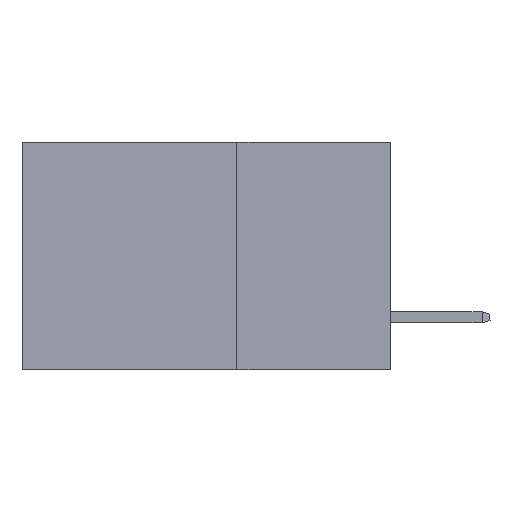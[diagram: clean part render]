
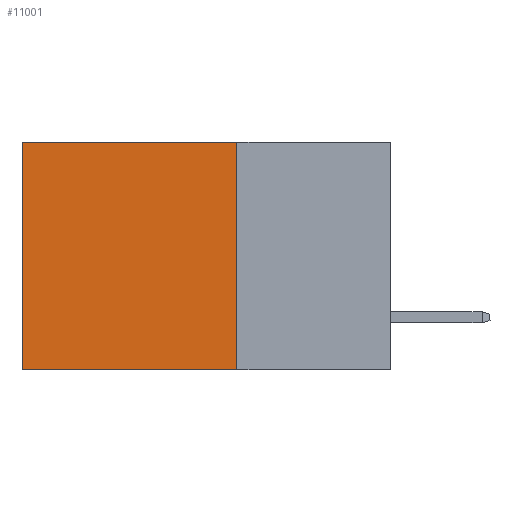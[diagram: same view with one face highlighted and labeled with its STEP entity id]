
A CAD part, left-side view. The second image highlights one B-rep face of the part: STEP entity #11001.
In plain terms, the highlighted planar face has unit normal (-1, 0, 0).
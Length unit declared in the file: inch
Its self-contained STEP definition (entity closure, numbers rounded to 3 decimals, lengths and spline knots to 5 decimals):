
#1300 = DIRECTION ( 'NONE',  ( 0., 0., -1. ) ) ;
#2687 = CARTESIAN_POINT ( 'NONE',  ( 0.2875, 0.25, -0.37 ) ) ;
#2720 = CARTESIAN_POINT ( 'NONE',  ( 0.2875, 0.25, 0. ) ) ;
#4081 = VECTOR ( 'NONE', #6868, 39.37008 ) ;
#4329 = CARTESIAN_POINT ( 'NONE',  ( 0.2875, 0.25, -0.37 ) ) ;
#4379 = CARTESIAN_POINT ( 'NONE',  ( 0.2875, 0.6, 0. ) ) ;
#6225 = VERTEX_POINT ( 'NONE', #21717 ) ;
#6868 = DIRECTION ( 'NONE',  ( 0., 1., 0. ) ) ;
#7450 = ORIENTED_EDGE ( 'NONE', *, *, #28038, .T. ) ;
#8512 = AXIS2_PLACEMENT_3D ( 'NONE', #24026, #16483, #1300 ) ;
#8742 = CARTESIAN_POINT ( 'NONE',  ( 0.2875, 0.6, -0.37 ) ) ;
#10057 = ORIENTED_EDGE ( 'NONE', *, *, #25896, .F. ) ;
#11001 = ADVANCED_FACE ( 'NONE', ( #26155 ), #21502, .F. ) ;
#12543 = CARTESIAN_POINT ( 'NONE',  ( 0.2875, 0.6, 0. ) ) ;
#12910 = EDGE_CURVE ( 'NONE', #6225, #31441, #32838, .T. ) ;
#14067 = VERTEX_POINT ( 'NONE', #8742 ) ;
#14848 = ORIENTED_EDGE ( 'NONE', *, *, #26760, .F. ) ;
#16483 = DIRECTION ( 'NONE',  ( 1., 0., 0. ) ) ;
#18998 = DIRECTION ( 'NONE',  ( 0., 1., 0. ) ) ;
#21502 = PLANE ( 'NONE',  #8512 ) ;
#21717 = CARTESIAN_POINT ( 'NONE',  ( 0.2875, 0.25, 0. ) ) ;
#22128 = DIRECTION ( 'NONE',  ( 0., 0., -1. ) ) ;
#23000 = LINE ( 'NONE', #4379, #31375 ) ;
#24026 = CARTESIAN_POINT ( 'NONE',  ( 0.2875, 0.25, 0. ) ) ;
#25472 = VERTEX_POINT ( 'NONE', #2687 ) ;
#25598 = ORIENTED_EDGE ( 'NONE', *, *, #12910, .T. ) ;
#25896 = EDGE_CURVE ( 'NONE', #25472, #14067, #31078, .T. ) ;
#26058 = VECTOR ( 'NONE', #18998, 39.37008 ) ;
#26155 = FACE_OUTER_BOUND ( 'NONE', #30450, .T. ) ;
#26760 = EDGE_CURVE ( 'NONE', #6225, #25472, #29399, .T. ) ;
#27802 = VECTOR ( 'NONE', #30667, 39.37008 ) ;
#28038 = EDGE_CURVE ( 'NONE', #31441, #14067, #23000, .T. ) ;
#29077 = CARTESIAN_POINT ( 'NONE',  ( 0.2875, 0.25, 0. ) ) ;
#29399 = LINE ( 'NONE', #2720, #27802 ) ;
#30450 = EDGE_LOOP ( 'NONE', ( #7450, #10057, #14848, #25598 ) ) ;
#30667 = DIRECTION ( 'NONE',  ( 0., 0., -1. ) ) ;
#31078 = LINE ( 'NONE', #4329, #4081 ) ;
#31375 = VECTOR ( 'NONE', #22128, 39.37008 ) ;
#31441 = VERTEX_POINT ( 'NONE', #12543 ) ;
#32838 = LINE ( 'NONE', #29077, #26058 ) ;
